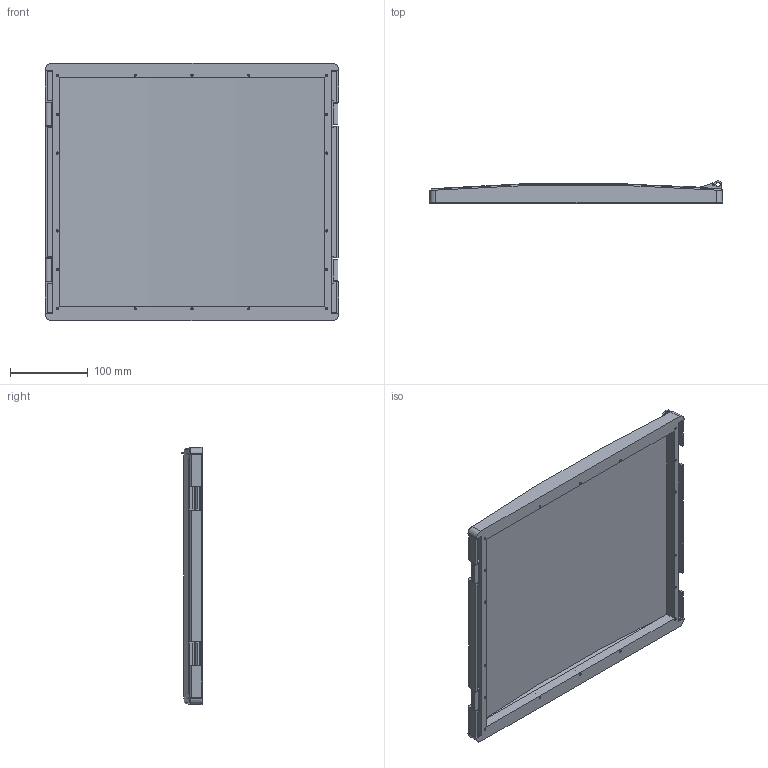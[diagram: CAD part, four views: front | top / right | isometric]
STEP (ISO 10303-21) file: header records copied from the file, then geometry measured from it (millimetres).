
FILE_DESCRIPTION (( 'STEP AP214' ), '1' );
FILE_NAME ('FIBOX_L44II.STEP', '2010-03-04T11:16:04', ( 'KennethW' ), ( 'FIBOX' ), 'SwSTEP 2.0', 'SolidWorks 2009', '' );
FILE_SCHEMA (( 'AUTOMOTIVE_DESIGN' ));
Length unit declared in the file: millimetre
Products named in the file (3): Fibox_L44II_Win; FIBOX_L44II; Fibox_L44II
Assembly tree (2 placements, depth 2):
  FIBOX_L44II
    Fibox_L44II_Win
    Fibox_L44II
Bounding box: 377.1 x 28.11 x 330.9 mm (x, y, z)
Volume: 634356.9 mm3; surface area: 358793.9 mm2
Topology: 2 solids, 2 shells, 305 faces, 781 edges, 518 vertices
Faces by surface type: plane 179, cylinder 96, bspline 22, cone 8
Entity records: 10225 total; most frequent: CARTESIAN_POINT 2694, ORIENTED_EDGE 1562, DIRECTION 1488, EDGE_CURVE 781, VERTEX_POINT 518, LINE 502, VECTOR 502, AXIS2_PLACEMENT_3D 493
